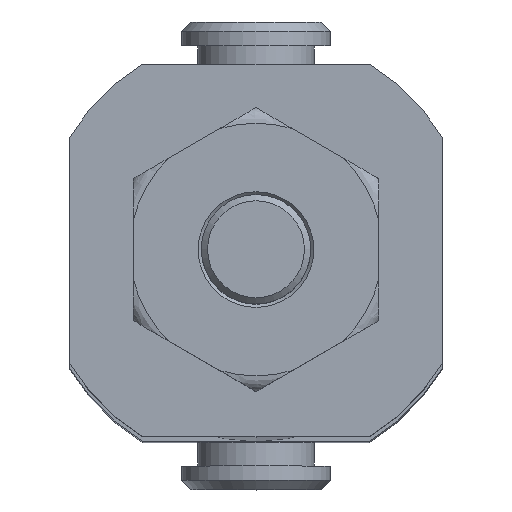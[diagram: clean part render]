
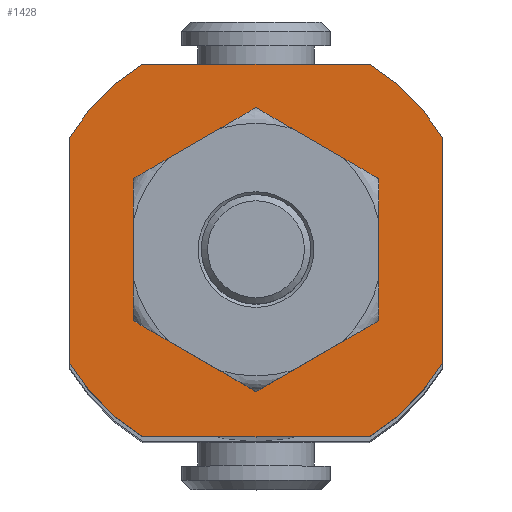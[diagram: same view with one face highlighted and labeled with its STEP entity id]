
A CAD part, top view. The second image highlights one B-rep face of the part: STEP entity #1428.
In plain terms, the highlighted planar face has unit normal (0, 0, 1).
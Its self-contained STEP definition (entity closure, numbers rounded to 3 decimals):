
#81=FACE_BOUND('',#277,.T.);
#103=PLANE('',#1653);
#190=FACE_OUTER_BOUND('',#276,.T.);
#276=EDGE_LOOP('',(#1201,#1202,#1203,#1204,#1205,#1206,#1207,#1208));
#277=EDGE_LOOP('',(#1209,#1210));
#375=LINE('',#2748,#460);
#376=LINE('',#2752,#461);
#377=LINE('',#2756,#462);
#378=LINE('',#2759,#463);
#460=VECTOR('',#2011,7.256);
#461=VECTOR('',#2014,7.256);
#462=VECTOR('',#2017,7.256);
#463=VECTOR('',#2020,7.256);
#540=CIRCLE('',#1623,2.);
#543=CIRCLE('',#1626,2.);
#560=CIRCLE('',#1654,6.985);
#561=CIRCLE('',#1655,6.985);
#562=CIRCLE('',#1656,6.985);
#563=CIRCLE('',#1657,6.985);
#666=VERTEX_POINT('',#2653);
#667=VERTEX_POINT('',#2654);
#702=VERTEX_POINT('',#2744);
#703=VERTEX_POINT('',#2745);
#704=VERTEX_POINT('',#2747);
#705=VERTEX_POINT('',#2749);
#706=VERTEX_POINT('',#2751);
#707=VERTEX_POINT('',#2753);
#708=VERTEX_POINT('',#2755);
#709=VERTEX_POINT('',#2757);
#845=EDGE_CURVE('',#666,#667,#540,.T.);
#849=EDGE_CURVE('',#667,#666,#543,.T.);
#889=EDGE_CURVE('',#702,#703,#560,.T.);
#890=EDGE_CURVE('',#703,#704,#375,.T.);
#891=EDGE_CURVE('',#704,#705,#561,.T.);
#892=EDGE_CURVE('',#705,#706,#376,.T.);
#893=EDGE_CURVE('',#706,#707,#562,.T.);
#894=EDGE_CURVE('',#707,#708,#377,.T.);
#895=EDGE_CURVE('',#708,#709,#563,.T.);
#896=EDGE_CURVE('',#709,#702,#378,.T.);
#1201=ORIENTED_EDGE('',*,*,#889,.T.);
#1202=ORIENTED_EDGE('',*,*,#890,.T.);
#1203=ORIENTED_EDGE('',*,*,#891,.T.);
#1204=ORIENTED_EDGE('',*,*,#892,.T.);
#1205=ORIENTED_EDGE('',*,*,#893,.T.);
#1206=ORIENTED_EDGE('',*,*,#894,.T.);
#1207=ORIENTED_EDGE('',*,*,#895,.T.);
#1208=ORIENTED_EDGE('',*,*,#896,.T.);
#1209=ORIENTED_EDGE('',*,*,#845,.F.);
#1210=ORIENTED_EDGE('',*,*,#849,.F.);
#1428=ADVANCED_FACE('',(#190,#81),#103,.T.);
#1623=AXIS2_PLACEMENT_3D('',#2655,#1923,#1924);
#1626=AXIS2_PLACEMENT_3D('',#2661,#1930,#1931);
#1653=AXIS2_PLACEMENT_3D('',#2743,#2007,#2008);
#1654=AXIS2_PLACEMENT_3D('',#2746,#2009,#2010);
#1655=AXIS2_PLACEMENT_3D('',#2750,#2012,#2013);
#1656=AXIS2_PLACEMENT_3D('',#2754,#2015,#2016);
#1657=AXIS2_PLACEMENT_3D('',#2758,#2018,#2019);
#1923=DIRECTION('center_axis',(0.,0.,1.));
#1924=DIRECTION('ref_axis',(1.,0.,0.));
#1930=DIRECTION('center_axis',(0.,0.,1.));
#1931=DIRECTION('ref_axis',(1.,0.,0.));
#2007=DIRECTION('center_axis',(0.,0.,1.));
#2008=DIRECTION('ref_axis',(1.,0.,0.));
#2009=DIRECTION('center_axis',(0.,0.,1.));
#2010=DIRECTION('ref_axis',(1.,0.,0.));
#2011=DIRECTION('',(1.,0.,0.));
#2012=DIRECTION('center_axis',(0.,0.,1.));
#2013=DIRECTION('ref_axis',(1.,0.,0.));
#2014=DIRECTION('',(0.,1.,0.));
#2015=DIRECTION('center_axis',(0.,0.,1.));
#2016=DIRECTION('ref_axis',(1.,0.,0.));
#2017=DIRECTION('',(-1.,0.,0.));
#2018=DIRECTION('center_axis',(0.,0.,1.));
#2019=DIRECTION('ref_axis',(1.,0.,0.));
#2020=DIRECTION('',(0.,-1.,0.));
#2653=CARTESIAN_POINT('',(-2.,0.,45.974));
#2654=CARTESIAN_POINT('',(2.,0.,45.974));
#2655=CARTESIAN_POINT('Origin',(0.,0.,45.974));
#2661=CARTESIAN_POINT('Origin',(0.,0.,45.974));
#2743=CARTESIAN_POINT('Origin',(0.,0.,45.974));
#2744=CARTESIAN_POINT('',(-5.969,-3.628,45.974));
#2745=CARTESIAN_POINT('',(-3.628,-5.969,45.974));
#2746=CARTESIAN_POINT('Origin',(0.,0.,45.974));
#2747=CARTESIAN_POINT('',(3.628,-5.969,45.974));
#2748=CARTESIAN_POINT('',(-3.628,-5.969,45.974));
#2749=CARTESIAN_POINT('',(5.969,-3.628,45.974));
#2750=CARTESIAN_POINT('Origin',(0.,0.,45.974));
#2751=CARTESIAN_POINT('',(5.969,3.628,45.974));
#2752=CARTESIAN_POINT('',(5.969,-3.628,45.974));
#2753=CARTESIAN_POINT('',(3.628,5.969,45.974));
#2754=CARTESIAN_POINT('Origin',(0.,0.,45.974));
#2755=CARTESIAN_POINT('',(-3.628,5.969,45.974));
#2756=CARTESIAN_POINT('',(3.628,5.969,45.974));
#2757=CARTESIAN_POINT('',(-5.969,3.628,45.974));
#2758=CARTESIAN_POINT('Origin',(0.,0.,45.974));
#2759=CARTESIAN_POINT('',(-5.969,3.628,45.974));
